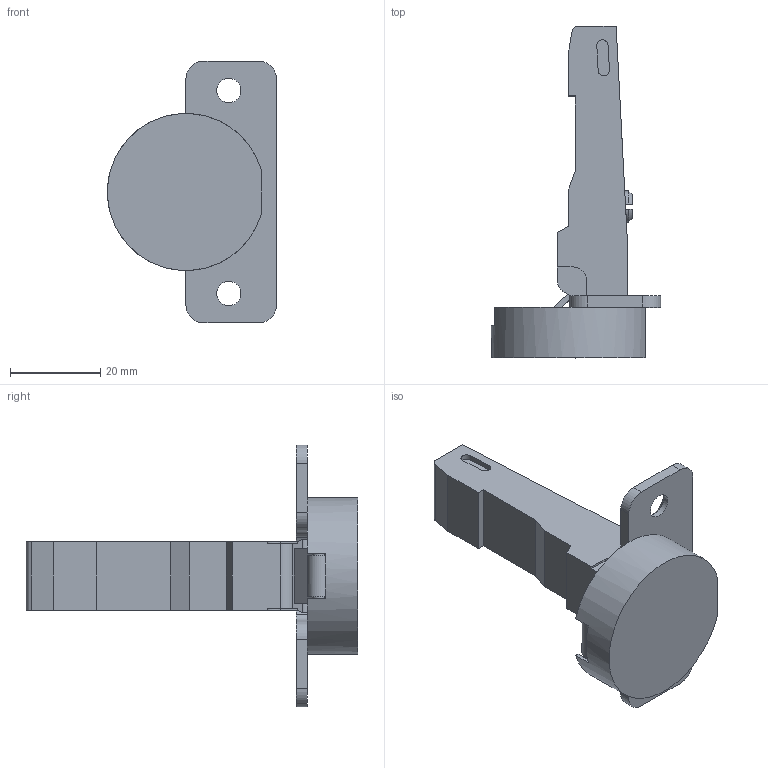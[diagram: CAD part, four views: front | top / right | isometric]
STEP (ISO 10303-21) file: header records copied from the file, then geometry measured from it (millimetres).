
FILE_DESCRIPTION((''),'2;1');
FILE_NAME('248-0G54-IMS','2022-12-21T09:11:10',('marino.prodan'),('Audax d.o.o.'),'CREO PARAMETRIC BY PTC INC, 2021304','CREO PARAMETRIC BY PTC INC, 2021304','');
FILE_SCHEMA(('AUTOMOTIVE_DESIGN { 1 0 10303 214 1 1 1 1 }'));
Length unit declared in the file: millimetre
Products named in the file (1): 248-0G54-IMS
Bounding box: 37.5 x 73.53 x 58 mm (x, y, z)
Volume: 19497 mm3; surface area: 11287.7 mm2
Topology: 1 solids, 1 shells, 201 faces, 610 edges, 416 vertices
Faces by surface type: plane 135, cylinder 55, cone 11
Entity records: 9226 total; most frequent: CARTESIAN_POINT 1340, ORIENTED_EDGE 1216, DIRECTION 1171, PRESENTATION_STYLE_ASSIGNMENT 609, STYLED_ITEM 609, CURVE_STYLE 608, EDGE_CURVE 608, VERTEX_POINT 416
